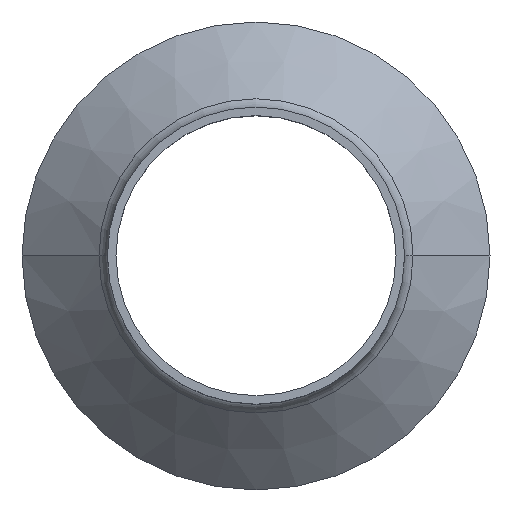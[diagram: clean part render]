
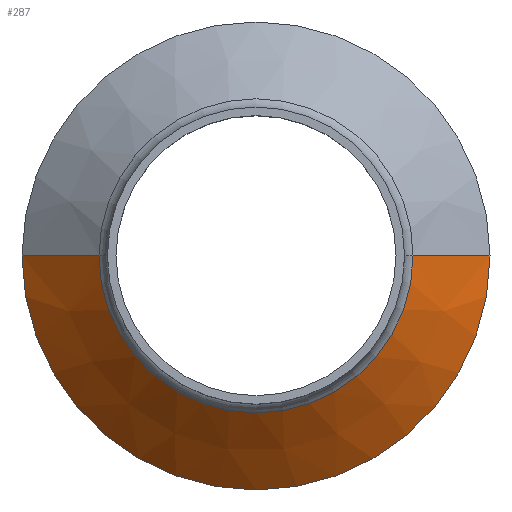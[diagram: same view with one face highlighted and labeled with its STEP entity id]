
A CAD part, top view. The second image highlights one B-rep face of the part: STEP entity #287.
In plain terms, the highlighted conical face has half-angle 47.596 degrees and reference radius 171.45 mm.
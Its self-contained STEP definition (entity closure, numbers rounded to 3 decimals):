
#7 = DIRECTION ( 'NONE',  ( -0.738, 0., -0.674 ) ) ;
#24 = ORIENTED_EDGE ( 'NONE', *, *, #227, .T. ) ;
#26 = AXIS2_PLACEMENT_3D ( 'NONE', #313, #45, #386 ) ;
#29 = DIRECTION ( 'NONE',  ( 1., 0., 0. ) ) ;
#45 = DIRECTION ( 'NONE',  ( 0., 0., -1. ) ) ;
#48 = EDGE_CURVE ( 'NONE', #381, #359, #67, .T. ) ;
#51 = VECTOR ( 'NONE', #266, 1000. ) ;
#63 = ORIENTED_EDGE ( 'NONE', *, *, #378, .T. ) ;
#67 = LINE ( 'NONE', #271, #302 ) ;
#103 = AXIS2_PLACEMENT_3D ( 'NONE', #206, #115, #108 ) ;
#108 = DIRECTION ( 'NONE',  ( -1., 0., 0. ) ) ;
#110 = CARTESIAN_POINT ( 'NONE',  ( 181.219, 0.005, -22.808 ) ) ;
#115 = DIRECTION ( 'NONE',  ( 0., 0., -1. ) ) ;
#145 = CARTESIAN_POINT ( 'NONE',  ( -181.22, 0.005, -22.808 ) ) ;
#148 = CIRCLE ( 'NONE', #26, 181.22 ) ;
#171 = LINE ( 'NONE', #232, #51 ) ;
#182 = CONICAL_SURFACE ( 'NONE', #103, 171.45, 0.831 ) ;
#206 = CARTESIAN_POINT ( 'NONE',  ( -0.001, 0.005, -13.886 ) ) ;
#227 = EDGE_CURVE ( 'NONE', #303, #381, #148, .T. ) ;
#232 = CARTESIAN_POINT ( 'NONE',  ( 171.449, 0.005, -13.886 ) ) ;
#235 = ORIENTED_EDGE ( 'NONE', *, *, #255, .F. ) ;
#237 = CIRCLE ( 'NONE', #281, 270. ) ;
#255 = EDGE_CURVE ( 'NONE', #303, #327, #171, .T. ) ;
#266 = DIRECTION ( 'NONE',  ( 0.738, 0., -0.674 ) ) ;
#271 = CARTESIAN_POINT ( 'NONE',  ( -171.451, 0.005, -13.886 ) ) ;
#281 = AXIS2_PLACEMENT_3D ( 'NONE', #298, #294, #29 ) ;
#287 = ADVANCED_FACE ( 'NONE', ( #326 ), #182, .T. ) ;
#292 = CARTESIAN_POINT ( 'NONE',  ( 269.999, 0.005, -103.886 ) ) ;
#294 = DIRECTION ( 'NONE',  ( 0., 0., 1. ) ) ;
#298 = CARTESIAN_POINT ( 'NONE',  ( -0.001, 0.005, -103.886 ) ) ;
#302 = VECTOR ( 'NONE', #7, 1000. ) ;
#303 = VERTEX_POINT ( 'NONE', #110 ) ;
#308 = EDGE_LOOP ( 'NONE', ( #235, #24, #394, #63 ) ) ;
#313 = CARTESIAN_POINT ( 'NONE',  ( -0.001, 0.005, -22.808 ) ) ;
#326 = FACE_OUTER_BOUND ( 'NONE', #308, .T. ) ;
#327 = VERTEX_POINT ( 'NONE', #292 ) ;
#330 = CARTESIAN_POINT ( 'NONE',  ( -270.001, 0.005, -103.886 ) ) ;
#359 = VERTEX_POINT ( 'NONE', #330 ) ;
#378 = EDGE_CURVE ( 'NONE', #359, #327, #237, .T. ) ;
#381 = VERTEX_POINT ( 'NONE', #145 ) ;
#386 = DIRECTION ( 'NONE',  ( 1., 0., 0. ) ) ;
#394 = ORIENTED_EDGE ( 'NONE', *, *, #48, .T. ) ;
